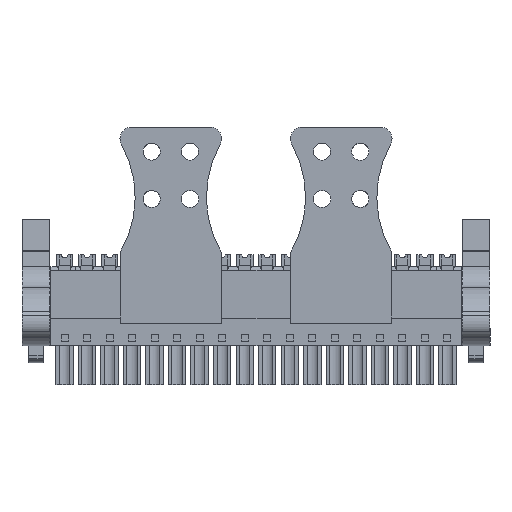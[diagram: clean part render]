
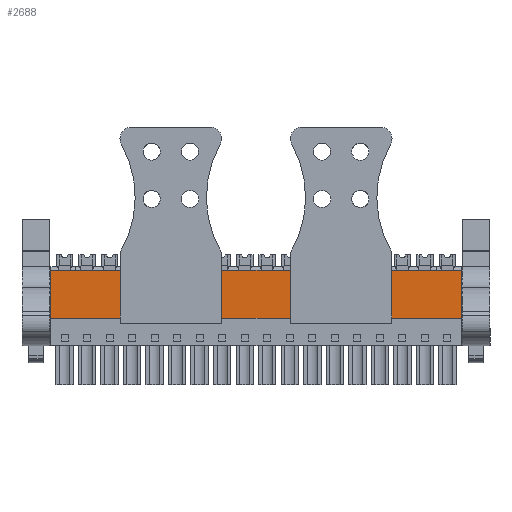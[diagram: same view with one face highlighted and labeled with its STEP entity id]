
A CAD part, front view. The second image highlights one B-rep face of the part: STEP entity #2688.
In plain terms, the highlighted planar face has unit normal (0, -1, 0).
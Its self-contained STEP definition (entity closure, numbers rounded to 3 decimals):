
#2668=AXIS2_PLACEMENT_3D('Plane Axis2P3D',#2665,#2666,#2667) ;
#77=CARTESIAN_POINT('Vertex',(4.9,2.029,11.25)) ;
#80=CARTESIAN_POINT('Line Origine',(4.9,2.029,15.325)) ;
#84=CARTESIAN_POINT('Vertex',(4.9,2.029,19.4)) ;
#2650=CARTESIAN_POINT('Vertex',(74.27,2.029,11.25)) ;
#2653=CARTESIAN_POINT('Line Origine',(39.585,2.029,11.25)) ;
#2665=CARTESIAN_POINT('Axis2P3D Location',(42.9,2.029,19.4)) ;
#2670=CARTESIAN_POINT('Line Origine',(74.27,2.029,15.325)) ;
#2674=CARTESIAN_POINT('Vertex',(74.27,2.029,19.4)) ;
#2677=CARTESIAN_POINT('Line Origine',(39.585,2.029,19.4)) ;
#81=DIRECTION('Vector Direction',(0.,0.,1.)) ;
#2654=DIRECTION('Vector Direction',(1.,0.,0.)) ;
#2666=DIRECTION('Axis2P3D Direction',(0.,-1.,0.)) ;
#2667=DIRECTION('Axis2P3D XDirection',(0.,0.,-1.)) ;
#2671=DIRECTION('Vector Direction',(0.,0.,-1.)) ;
#2678=DIRECTION('Vector Direction',(1.,0.,0.)) ;
#82=VECTOR('Line Direction',#81,1.) ;
#2655=VECTOR('Line Direction',#2654,1.) ;
#2672=VECTOR('Line Direction',#2671,1.) ;
#2679=VECTOR('Line Direction',#2678,1.) ;
#2683=ORIENTED_EDGE('',*,*,#2657,.T.) ;
#2684=ORIENTED_EDGE('',*,*,#2676,.F.) ;
#2685=ORIENTED_EDGE('',*,*,#2681,.F.) ;
#2686=ORIENTED_EDGE('',*,*,#86,.F.) ;
#2688=ADVANCED_FACE('HOUSING',(#2687),#2669,.T.) ;
#86=EDGE_CURVE('',#78,#85,#83,.T.) ;
#2657=EDGE_CURVE('',#78,#2651,#2656,.T.) ;
#2676=EDGE_CURVE('',#2675,#2651,#2673,.T.) ;
#2681=EDGE_CURVE('',#85,#2675,#2680,.T.) ;
#2682=EDGE_LOOP('',(#2683,#2684,#2685,#2686)) ;
#2687=FACE_OUTER_BOUND('',#2682,.T.) ;
#83=LINE('Line',#80,#82) ;
#2656=LINE('Line',#2653,#2655) ;
#2673=LINE('Line',#2670,#2672) ;
#2680=LINE('Line',#2677,#2679) ;
#2669=PLANE('',#2668) ;
#78=VERTEX_POINT('',#77) ;
#85=VERTEX_POINT('',#84) ;
#2651=VERTEX_POINT('',#2650) ;
#2675=VERTEX_POINT('',#2674) ;
